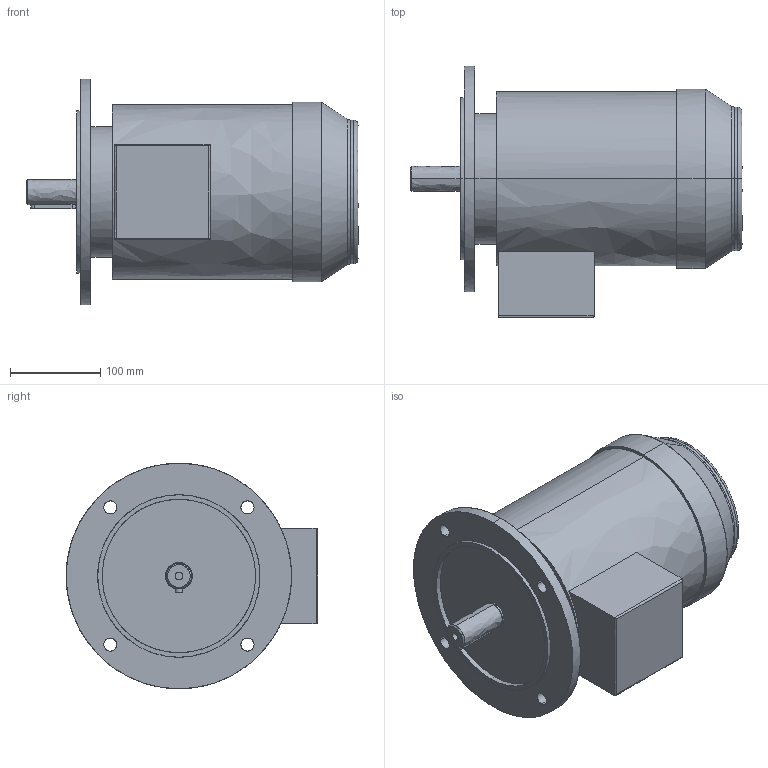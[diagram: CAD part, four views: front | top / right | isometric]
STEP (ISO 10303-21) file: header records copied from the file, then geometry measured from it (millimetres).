
FILE_DESCRIPTION(('FreeCAD Model'),'2;1');
FILE_NAME('W-DA 100L B5.step','2017-06-12T08:30:34',('Author'),(''), 'Open CASCADE STEP processor 6.8','FreeCAD','Unknown');
FILE_SCHEMA(('AUTOMOTIVE_DESIGN_CC2 { 1 2 10303 214 -1 1 5 4 }'));
Length unit declared in the file: millimetre
Products named in the file (2): ASSEMBLY; W_DA_100L_B5
Assembly tree (1 placements, depth 2):
  ASSEMBLY
    W_DA_100L_B5
Bounding box: 368 x 278.94 x 250 mm (x, y, z)
Surface area: 343017.3 mm2 (no closed solid volume)
Topology: 0 solids, 64 shells, 64 faces, 282 edges, 282 vertices
Faces by surface type: bspline 64
Entity records: 7354 total; most frequent: CARTESIAN_POINT 4271, B_SPLINE_CURVE_WITH_KNOTS 406, ORIENTED_EDGE 282, EDGE_CURVE 282, VERTEX_POINT 282, SURFACE_CURVE 282, PCURVE 282, DEFINITIONAL_REPRESENTATION 282
